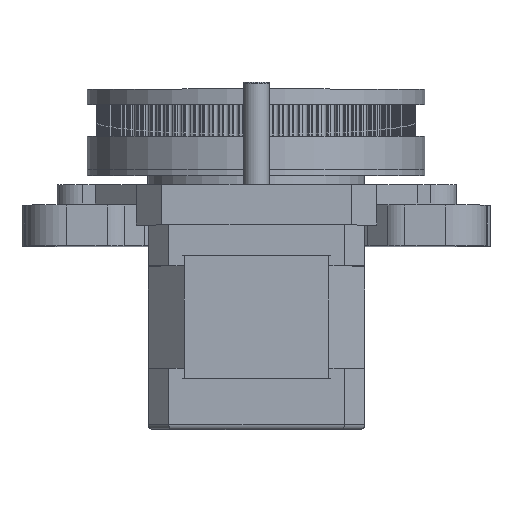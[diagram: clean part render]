
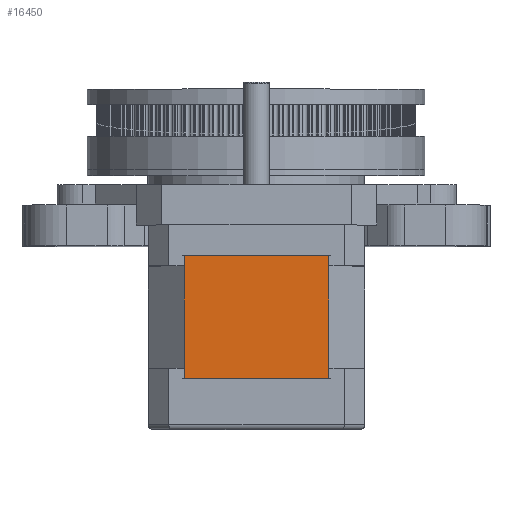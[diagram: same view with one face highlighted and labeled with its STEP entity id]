
A CAD part, top view. The second image highlights one B-rep face of the part: STEP entity #16450.
In plain terms, the highlighted face is planar.
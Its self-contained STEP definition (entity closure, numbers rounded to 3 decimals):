
#352=PLANE('',#17641);
#620=FACE_OUTER_BOUND('',#1617,.T.);
#1617=EDGE_LOOP('',(#11276,#11277,#11278,#11279));
#2697=LINE('',#26676,#3799);
#2699=LINE('',#26680,#3801);
#2700=LINE('',#26682,#3802);
#2701=LINE('',#26683,#3803);
#3799=VECTOR('',#20730,24.);
#3801=VECTOR('',#20734,28.3);
#3802=VECTOR('',#20735,24.);
#3803=VECTOR('',#20736,28.3);
#6370=VERTEX_POINT('',#26673);
#6371=VERTEX_POINT('',#26675);
#6372=VERTEX_POINT('',#26679);
#6373=VERTEX_POINT('',#26681);
#8238=EDGE_CURVE('',#6371,#6370,#2697,.T.);
#8240=EDGE_CURVE('',#6370,#6372,#2699,.T.);
#8241=EDGE_CURVE('',#6373,#6372,#2700,.T.);
#8242=EDGE_CURVE('',#6371,#6373,#2701,.T.);
#11276=ORIENTED_EDGE('',*,*,#8240,.T.);
#11277=ORIENTED_EDGE('',*,*,#8241,.F.);
#11278=ORIENTED_EDGE('',*,*,#8242,.F.);
#11279=ORIENTED_EDGE('',*,*,#8238,.T.);
#16450=ADVANCED_FACE('',(#620),#352,.F.);
#17641=AXIS2_PLACEMENT_3D('',#26678,#20732,#20733);
#20730=DIRECTION('',(0.,0.,-1.));
#20732=DIRECTION('center_axis',(0.,1.,0.));
#20733=DIRECTION('ref_axis',(0.,0.,1.));
#20734=DIRECTION('',(1.,0.,0.));
#20735=DIRECTION('',(0.,0.,-1.));
#20736=DIRECTION('',(1.,0.,0.));
#26673=CARTESIAN_POINT('',(-14.15,-21.15,0.));
#26675=CARTESIAN_POINT('',(-14.15,-21.15,24.));
#26676=CARTESIAN_POINT('',(-14.15,-21.15,24.));
#26678=CARTESIAN_POINT('Origin',(-14.15,-21.15,24.));
#26679=CARTESIAN_POINT('',(14.15,-21.15,0.));
#26680=CARTESIAN_POINT('',(-14.15,-21.15,0.));
#26681=CARTESIAN_POINT('',(14.15,-21.15,24.));
#26682=CARTESIAN_POINT('',(14.15,-21.15,24.));
#26683=CARTESIAN_POINT('',(-14.15,-21.15,24.));
